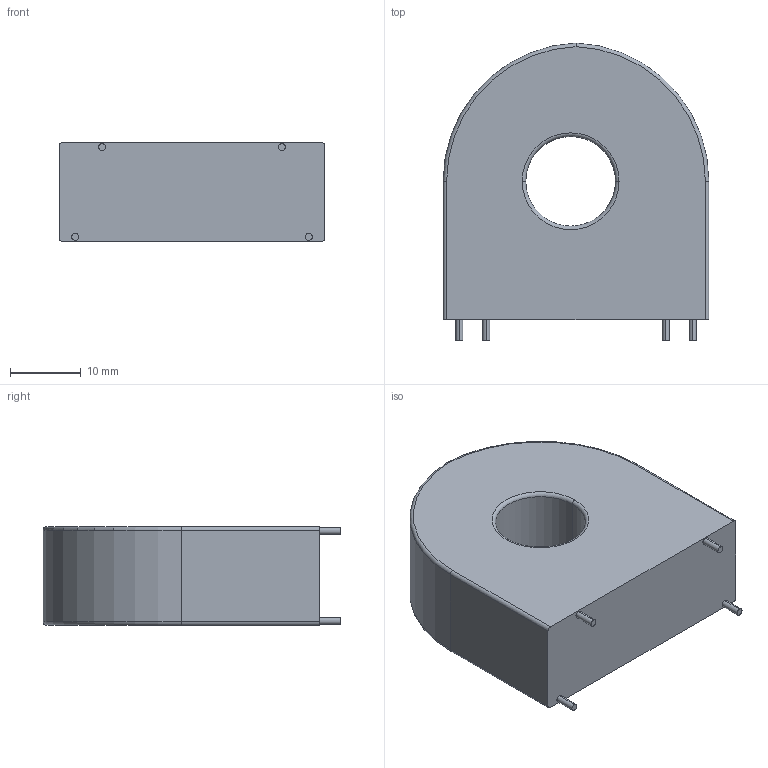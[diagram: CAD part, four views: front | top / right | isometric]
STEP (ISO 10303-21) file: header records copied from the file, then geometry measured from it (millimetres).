
FILE_DESCRIPTION (( 'STEP AP214' ), '1' );
FILE_NAME ('CR8350.step', '2011-02-16T13:05:38', ( 'Andre' ), ( 'Microsoft' ), 'SwSTEP 2.0', 'SolidWorks 2009', '' );
FILE_SCHEMA (( 'AUTOMOTIVE_DESIGN' ));
Length unit declared in the file: millimetre
Products named in the file (1): CR8350
Bounding box: 37.59 x 42.1 x 13.97 mm (x, y, z)
Volume: 16473.5 mm3; surface area: 4803.2 mm2
Topology: 1 solids, 1 shells, 33 faces, 71 edges, 44 vertices
Faces by surface type: cylinder 16, plane 9, torus 8
Entity records: 1305 total; most frequent: DIRECTION 181, CARTESIAN_POINT 159, ORIENTED_EDGE 142, AXIS2_PLACEMENT_3D 78, EDGE_CURVE 71, VERTEX_POINT 44, CIRCLE 44, EDGE_LOOP 39
